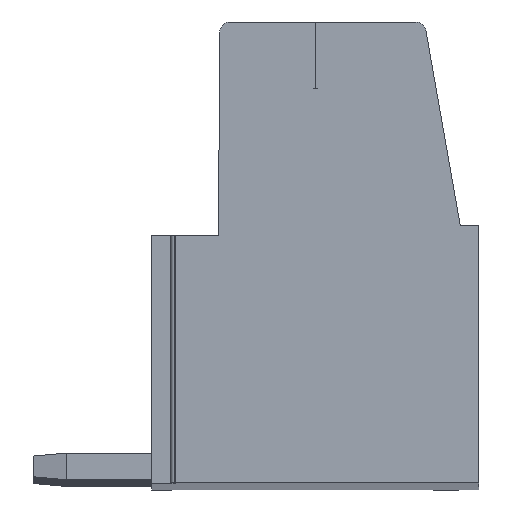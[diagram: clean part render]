
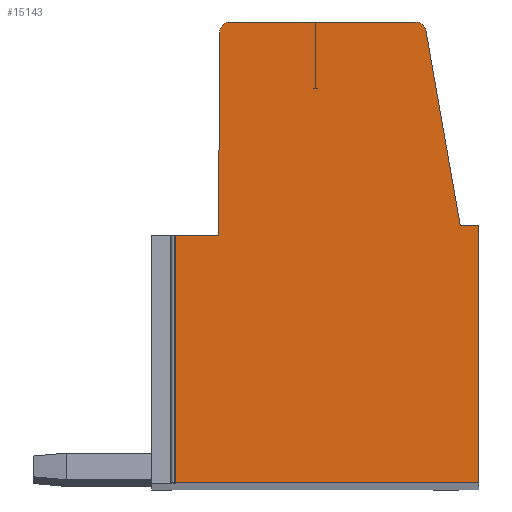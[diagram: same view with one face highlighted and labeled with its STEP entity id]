
A CAD part, top view. The second image highlights one B-rep face of the part: STEP entity #15143.
In plain terms, the highlighted planar face has unit normal (0, 0, 1).
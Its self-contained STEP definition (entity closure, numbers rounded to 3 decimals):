
#2539=DIRECTION('',(0.,1.,0.));
#2540=VECTOR('',#2539,7.4);
#2541=CARTESIAN_POINT('',(-4.225,-7.4,2.5));
#2542=LINE('',#2541,#2540);
#2543=DIRECTION('',(-1.,0.,0.));
#2544=VECTOR('',#2543,1.325);
#2545=CARTESIAN_POINT('',(-2.9,0.,2.5));
#2546=LINE('',#2545,#2544);
#2547=DIRECTION('',(-0.007,-1.,0.));
#2548=VECTOR('',#2547,6.1);
#2549=CARTESIAN_POINT('',(-2.859,6.1,2.5));
#2550=LINE('',#2549,#2548);
#2551=CARTESIAN_POINT('',(-2.557,6.098,2.5));
#2552=DIRECTION('',(0.,0.,1.));
#2553=DIRECTION('',(0.,1.,0.));
#2554=AXIS2_PLACEMENT_3D('',#2551,#2552,#2553);
#2556=DIRECTION('',(-1.,0.,0.));
#2557=VECTOR('',#2556,5.57);
#2558=CARTESIAN_POINT('',(3.013,6.4,2.5));
#2559=LINE('',#2558,#2557);
#2560=CARTESIAN_POINT('',(3.013,6.098,2.5));
#2561=DIRECTION('',(0.,0.,1.));
#2562=DIRECTION('',(0.985,0.173,0.));
#2563=AXIS2_PLACEMENT_3D('',#2560,#2561,#2562);
#2565=DIRECTION('',(-0.173,0.985,0.));
#2566=VECTOR('',#2565,5.94);
#2567=CARTESIAN_POINT('',(4.34,0.3,2.5));
#2568=LINE('',#2567,#2566);
#2569=DIRECTION('',(-1.,0.,0.));
#2570=VECTOR('',#2569,0.56);
#2571=CARTESIAN_POINT('',(4.9,0.3,2.5));
#2572=LINE('',#2571,#2570);
#2573=DIRECTION('',(0.,1.,0.));
#2574=VECTOR('',#2573,7.7);
#2575=CARTESIAN_POINT('',(4.9,-7.4,2.5));
#2576=LINE('',#2575,#2574);
#2577=DIRECTION('',(1.,0.,0.));
#2578=VECTOR('',#2577,9.125);
#2579=CARTESIAN_POINT('',(-4.225,-7.4,2.5));
#2580=LINE('',#2579,#2578);
#9021=CARTESIAN_POINT('',(4.9,-7.4,2.5));
#9022=CARTESIAN_POINT('',(4.9,0.3,2.5));
#9023=VERTEX_POINT('',#9021);
#9024=VERTEX_POINT('',#9022);
#9025=CARTESIAN_POINT('',(4.34,0.3,2.5));
#9026=VERTEX_POINT('',#9025);
#9027=CARTESIAN_POINT('',(3.311,6.15,2.5));
#9028=VERTEX_POINT('',#9027);
#9029=CARTESIAN_POINT('',(3.013,6.4,2.5));
#9030=VERTEX_POINT('',#9029);
#9031=CARTESIAN_POINT('',(-2.557,6.4,2.5));
#9032=VERTEX_POINT('',#9031);
#9033=CARTESIAN_POINT('',(-2.859,6.1,2.5));
#9034=VERTEX_POINT('',#9033);
#9035=CARTESIAN_POINT('',(-2.9,0.,2.5));
#9036=VERTEX_POINT('',#9035);
#9081=CARTESIAN_POINT('',(-4.225,-7.4,2.5));
#9082=CARTESIAN_POINT('',(-4.225,0.,2.5));
#9083=VERTEX_POINT('',#9081);
#9084=VERTEX_POINT('',#9082);
#15119=CARTESIAN_POINT('',(0.,0.,2.5));
#15120=DIRECTION('',(0.,0.,1.));
#15121=DIRECTION('',(1.,0.,0.));
#15122=AXIS2_PLACEMENT_3D('',#15119,#15120,#15121);
#15123=PLANE('',#15122);
#15124=ORIENTED_EDGE('',*,*,#15111,.T.);
#15125=ORIENTED_EDGE('',*,*,#11494,.F.);
#15127=ORIENTED_EDGE('',*,*,#15126,.F.);
#15129=ORIENTED_EDGE('',*,*,#15128,.F.);
#15131=ORIENTED_EDGE('',*,*,#15130,.F.);
#15133=ORIENTED_EDGE('',*,*,#15132,.F.);
#15135=ORIENTED_EDGE('',*,*,#15134,.F.);
#15137=ORIENTED_EDGE('',*,*,#15136,.F.);
#15139=ORIENTED_EDGE('',*,*,#15138,.F.);
#15140=ORIENTED_EDGE('',*,*,#11772,.F.);
#15141=EDGE_LOOP('',(#15124,#15125,#15127,#15129,#15131,#15133,#15135,#15137,
#15139,#15140));
#15142=FACE_OUTER_BOUND('',#15141,.F.);
#2555=CIRCLE('',#2554,0.302);
#2564=CIRCLE('',#2563,0.302);
#11494=EDGE_CURVE('',#9036,#9084,#2546,.T.);
#11772=EDGE_CURVE('',#9083,#9023,#2580,.T.);
#15111=EDGE_CURVE('',#9083,#9084,#2542,.T.);
#15126=EDGE_CURVE('',#9034,#9036,#2550,.T.);
#15128=EDGE_CURVE('',#9032,#9034,#2555,.T.);
#15130=EDGE_CURVE('',#9030,#9032,#2559,.T.);
#15132=EDGE_CURVE('',#9028,#9030,#2564,.T.);
#15134=EDGE_CURVE('',#9026,#9028,#2568,.T.);
#15136=EDGE_CURVE('',#9024,#9026,#2572,.T.);
#15138=EDGE_CURVE('',#9023,#9024,#2576,.T.);
#15143=ADVANCED_FACE('',(#15142),#15123,.T.);
